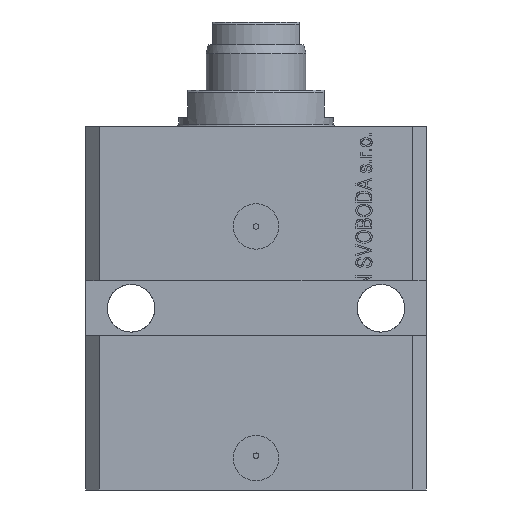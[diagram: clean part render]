
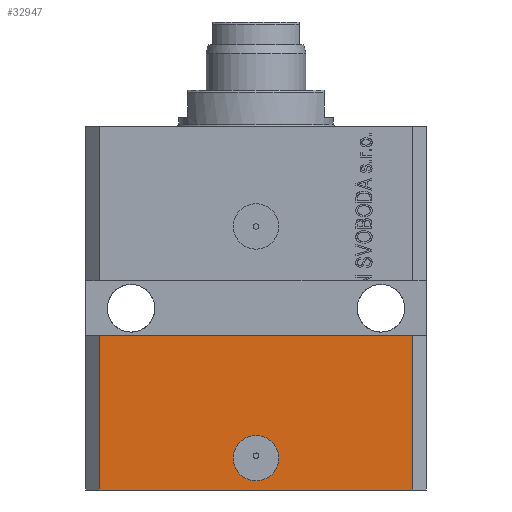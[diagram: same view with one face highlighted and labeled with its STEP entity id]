
A CAD part, front view. The second image highlights one B-rep face of the part: STEP entity #32947.
In plain terms, the highlighted planar face has unit normal (0, -1, 0).
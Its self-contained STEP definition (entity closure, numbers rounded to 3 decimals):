
#555 = CARTESIAN_POINT ( 'NONE',  ( 34.5, -27.5, -46. ) ) ;
#853 = CIRCLE ( 'NONE', #24902, 5. ) ;
#1080 = LINE ( 'NONE', #14143, #35495 ) ;
#1485 = VECTOR ( 'NONE', #16949, 1000. ) ;
#4326 = ORIENTED_EDGE ( 'NONE', *, *, #11300, .T. ) ;
#4814 = CARTESIAN_POINT ( 'NONE',  ( -34.5, -27.5, -80. ) ) ;
#4980 = DIRECTION ( 'NONE',  ( 0., 0., -1. ) ) ;
#6007 = VERTEX_POINT ( 'NONE', #25559 ) ;
#8136 = LINE ( 'NONE', #4814, #27771 ) ;
#10322 = EDGE_LOOP ( 'NONE', ( #25699, #18858, #25206, #4326 ) ) ;
#10633 = AXIS2_PLACEMENT_3D ( 'NONE', #36671, #37328, #34020 ) ;
#11300 = EDGE_CURVE ( 'NONE', #6007, #21375, #23598, .T. ) ;
#12333 = CARTESIAN_POINT ( 'NONE',  ( -37.5, -27.5, -46. ) ) ;
#14143 = CARTESIAN_POINT ( 'NONE',  ( -34.5, -27.5, -80. ) ) ;
#16484 = VECTOR ( 'NONE', #35614, 1000. ) ;
#16949 = DIRECTION ( 'NONE',  ( 0., 0., 1. ) ) ;
#17434 = CARTESIAN_POINT ( 'NONE',  ( -34.5, -27.5, -46. ) ) ;
#18836 = CARTESIAN_POINT ( 'NONE',  ( 5., -27.5, -73. ) ) ;
#18858 = ORIENTED_EDGE ( 'NONE', *, *, #21018, .F. ) ;
#19367 = VERTEX_POINT ( 'NONE', #17434 ) ;
#19379 = DIRECTION ( 'NONE',  ( 0., -1., 0. ) ) ;
#19568 = EDGE_CURVE ( 'NONE', #19961, #41988, #853, .T. ) ;
#19961 = VERTEX_POINT ( 'NONE', #31501 ) ;
#21018 = EDGE_CURVE ( 'NONE', #36004, #19367, #8136, .T. ) ;
#21375 = VERTEX_POINT ( 'NONE', #555 ) ;
#21446 = DIRECTION ( 'NONE',  ( 1., 0., 0. ) ) ;
#22726 = EDGE_CURVE ( 'NONE', #19367, #21375, #31632, .T. ) ;
#23598 = LINE ( 'NONE', #40194, #1485 ) ;
#24902 = AXIS2_PLACEMENT_3D ( 'NONE', #26668, #19379, #29785 ) ;
#25206 = ORIENTED_EDGE ( 'NONE', *, *, #42968, .T. ) ;
#25559 = CARTESIAN_POINT ( 'NONE',  ( 34.5, -27.5, -80. ) ) ;
#25699 = ORIENTED_EDGE ( 'NONE', *, *, #22726, .F. ) ;
#26668 = CARTESIAN_POINT ( 'NONE',  ( 0., -27.5, -73. ) ) ;
#27771 = VECTOR ( 'NONE', #32256, 1000. ) ;
#28666 = FACE_BOUND ( 'NONE', #35507, .T. ) ;
#29093 = PLANE ( 'NONE',  #42370 ) ;
#29785 = DIRECTION ( 'NONE',  ( 1., 0., 0. ) ) ;
#31501 = CARTESIAN_POINT ( 'NONE',  ( -5., -27.5, -73. ) ) ;
#31632 = LINE ( 'NONE', #12333, #16484 ) ;
#31860 = CARTESIAN_POINT ( 'NONE',  ( -34.5, -27.5, -80. ) ) ;
#32256 = DIRECTION ( 'NONE',  ( 0., 0., 1. ) ) ;
#32633 = CARTESIAN_POINT ( 'NONE',  ( -34.5, -27.5, -80. ) ) ;
#32947 = ADVANCED_FACE ( 'NONE', ( #28666, #42603 ), #29093, .T. ) ;
#34020 = DIRECTION ( 'NONE',  ( 1., 0., 0. ) ) ;
#35409 = CIRCLE ( 'NONE', #10633, 5. ) ;
#35495 = VECTOR ( 'NONE', #21446, 1000. ) ;
#35507 = EDGE_LOOP ( 'NONE', ( #40871, #40716 ) ) ;
#35614 = DIRECTION ( 'NONE',  ( 1., 0., 0. ) ) ;
#36004 = VERTEX_POINT ( 'NONE', #31860 ) ;
#36671 = CARTESIAN_POINT ( 'NONE',  ( 0., -27.5, -73. ) ) ;
#37328 = DIRECTION ( 'NONE',  ( 0., -1., 0. ) ) ;
#38638 = DIRECTION ( 'NONE',  ( 0., -1., 0. ) ) ;
#39833 = EDGE_CURVE ( 'NONE', #41988, #19961, #35409, .T. ) ;
#40194 = CARTESIAN_POINT ( 'NONE',  ( 34.5, -27.5, -80. ) ) ;
#40716 = ORIENTED_EDGE ( 'NONE', *, *, #19568, .F. ) ;
#40871 = ORIENTED_EDGE ( 'NONE', *, *, #39833, .F. ) ;
#41988 = VERTEX_POINT ( 'NONE', #18836 ) ;
#42370 = AXIS2_PLACEMENT_3D ( 'NONE', #32633, #38638, #4980 ) ;
#42603 = FACE_OUTER_BOUND ( 'NONE', #10322, .T. ) ;
#42968 = EDGE_CURVE ( 'NONE', #36004, #6007, #1080, .T. ) ;
